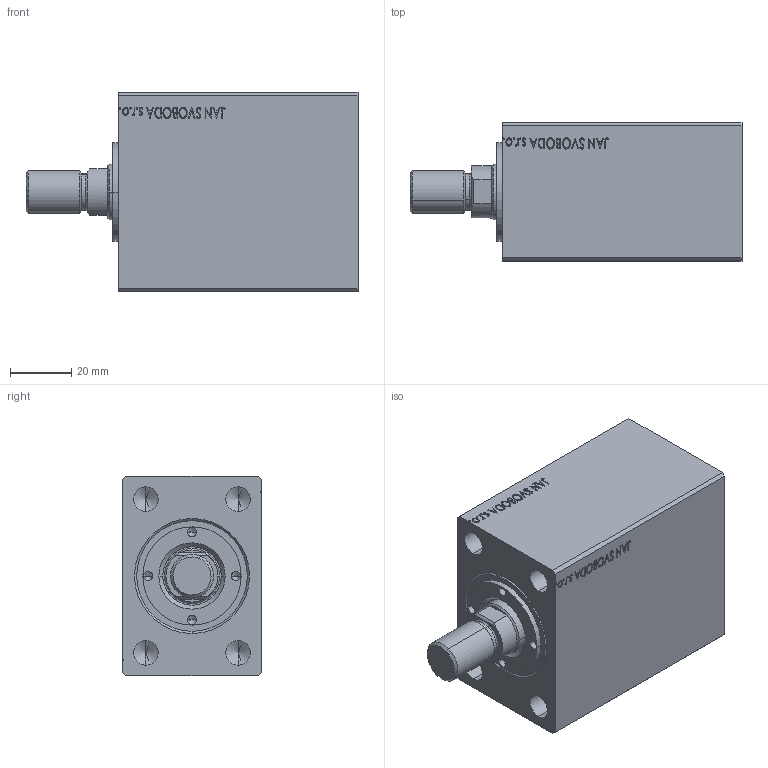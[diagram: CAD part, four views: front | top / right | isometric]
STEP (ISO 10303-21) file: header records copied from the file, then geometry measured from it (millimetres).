
FILE_DESCRIPTION (( 'STEP AP203' ), '1' );
FILE_NAME ('820e.STEP', '2020-09-18T16:40:15', ( '' ), ( '' ), 'SwSTEP 2.0', 'SolidWorks 2019', '' );
FILE_SCHEMA (( 'CONFIG_CONTROL_DESIGN' ));
Length unit declared in the file: millimetre
Products named in the file (5): V500CZ_VNIT豊蚠攘ST e806b61f81663240ceac286c55a5d81f; V500CZ e806b61f81663240ceac286c55a5d81f; 820e; V500CZ_vnitrni_cast_vysunovaci e806b61f81663240ceac286c55a5d81f; V500CZ_FM e806b61f81663240ceac286c55a5d81f
Assembly tree (4 placements, depth 2):
  820e
    V500CZ e806b61f81663240ceac286c55a5d81f
    V500CZ_vnitrni_cast_vysunovaci e806b61f81663240ceac286c55a5d81f
    V500CZ_VNIT豊蚠攘ST e806b61f81663240ceac286c55a5d81f
    V500CZ_FM e806b61f81663240ceac286c55a5d81f
Bounding box: 108 x 45 x 65 mm (x, y, z)
Volume: 213895.4 mm3; surface area: 44125.9 mm2
Topology: 4 solids, 4 shells, 883 faces, 2257 edges, 1477 vertices
Faces by surface type: plane 402, bspline 380, cylinder 63, cone 34, torus 4
Entity records: 44451 total; most frequent: CARTESIAN_POINT 25148, ORIENTED_EDGE 4466, DIRECTION 2628, EDGE_CURVE 2233, VERTEX_POINT 1477, VECTOR 1326, LINE 1326, EDGE_LOOP 1006
